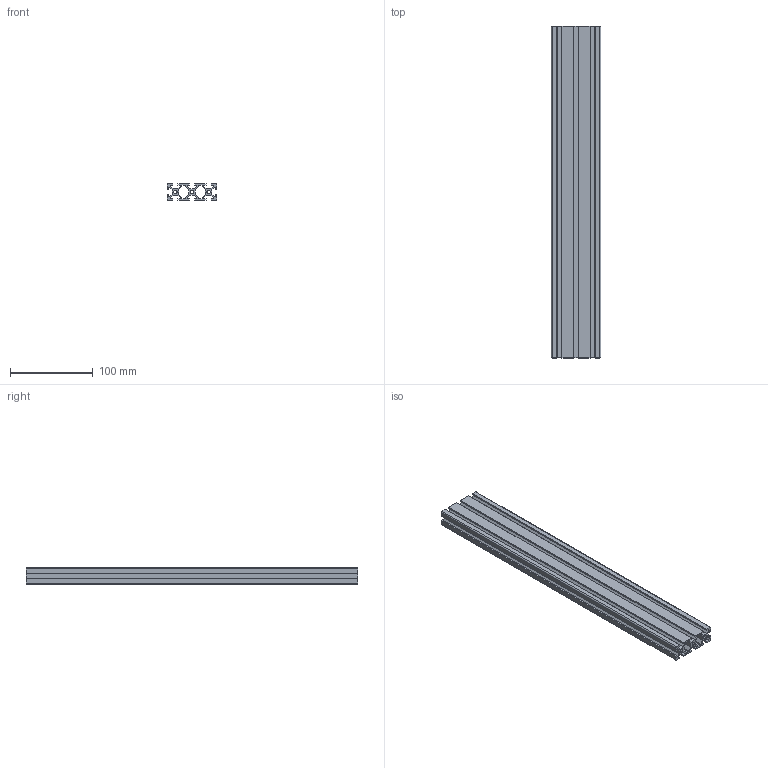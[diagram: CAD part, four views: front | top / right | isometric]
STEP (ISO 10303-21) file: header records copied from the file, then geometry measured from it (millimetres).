
FILE_DESCRIPTION(('FreeCAD Model'),'2;1');
FILE_NAME('Open CASCADE Shape Model','2024-10-09T17:11:00',('Author'),( ''),'Open CASCADE STEP processor 7.7','Ondsel','Unknown');
FILE_SCHEMA(('AUTOMOTIVE_DESIGN { 1 0 10303 214 1 1 1 1 }'));
Length unit declared in the file: millimetre
Products named in the file (1): Body
Bounding box: 60 x 400 x 20 mm (x, y, z)
Volume: 180487.6 mm3; surface area: 182200.8 mm2
Topology: 1 solids, 1 shells, 117 faces, 345 edges, 230 vertices
Faces by surface type: plane 110, cylinder 7
Full cylindrical faces by diameter (mm): 4.2 x3
Entity records: 3875 total; most frequent: CARTESIAN_POINT 693, ORIENTED_EDGE 690, DIRECTION 595, EDGE_CURVE 345, LINE 331, VECTOR 331, VERTEX_POINT 230, AXIS2_PLACEMENT_3D 132
